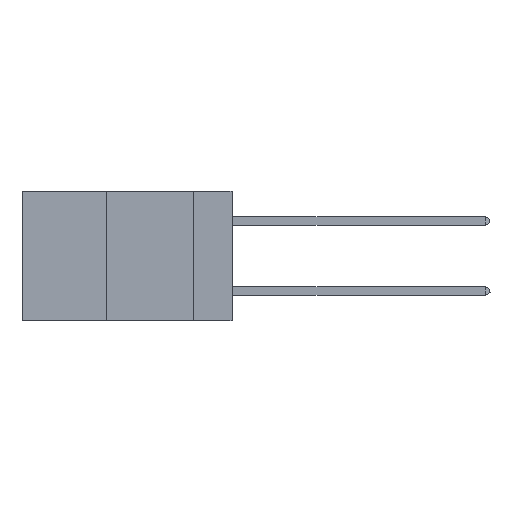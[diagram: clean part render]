
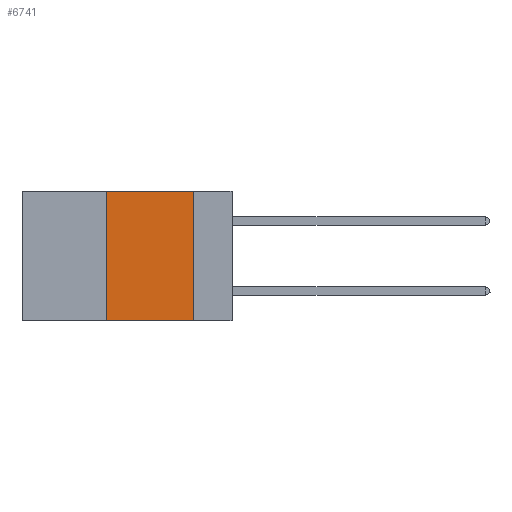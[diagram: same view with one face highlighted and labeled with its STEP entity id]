
A CAD part, left-side view. The second image highlights one B-rep face of the part: STEP entity #6741.
In plain terms, the highlighted planar face has unit normal (-1, 0, 0).
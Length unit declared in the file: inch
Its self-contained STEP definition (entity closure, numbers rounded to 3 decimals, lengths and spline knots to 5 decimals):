
#3029 = CARTESIAN_POINT ( 'NONE',  ( 0., 0.11, -0.37 ) ) ;
#4831 = CARTESIAN_POINT ( 'NONE',  ( 0., 0.36, 0. ) ) ;
#4891 = CARTESIAN_POINT ( 'NONE',  ( 0., 0.11, 0. ) ) ;
#6741 = ADVANCED_FACE ( 'NONE', ( #9540 ), #24175, .F. ) ;
#8421 = VERTEX_POINT ( 'NONE', #24935 ) ;
#9347 = VERTEX_POINT ( 'NONE', #3029 ) ;
#9540 = FACE_OUTER_BOUND ( 'NONE', #29043, .T. ) ;
#10115 = EDGE_CURVE ( 'NONE', #33318, #8421, #37207, .T. ) ;
#11744 = ORIENTED_EDGE ( 'NONE', *, *, #21589, .T. ) ;
#12213 = LINE ( 'NONE', #26588, #15397 ) ;
#13616 = DIRECTION ( 'NONE',  ( 0., 0., -1. ) ) ;
#14480 = CARTESIAN_POINT ( 'NONE',  ( 0., 0.6, 0. ) ) ;
#15397 = VECTOR ( 'NONE', #35741, 39.37008 ) ;
#16437 = CARTESIAN_POINT ( 'NONE',  ( 0., 0.36, -0.37 ) ) ;
#19446 = VERTEX_POINT ( 'NONE', #16437 ) ;
#21589 = EDGE_CURVE ( 'NONE', #19446, #9347, #12213, .T. ) ;
#21940 = ORIENTED_EDGE ( 'NONE', *, *, #26568, .F. ) ;
#23846 = AXIS2_PLACEMENT_3D ( 'NONE', #36849, #33637, #13616 ) ;
#23904 = LINE ( 'NONE', #4891, #37562 ) ;
#24175 = PLANE ( 'NONE',  #23846 ) ;
#24536 = LINE ( 'NONE', #4831, #27280 ) ;
#24935 = CARTESIAN_POINT ( 'NONE',  ( 0., 0.11, 0. ) ) ;
#25259 = DIRECTION ( 'NONE',  ( 0., 0., 1. ) ) ;
#26002 = ORIENTED_EDGE ( 'NONE', *, *, #10115, .F. ) ;
#26568 = EDGE_CURVE ( 'NONE', #19446, #33318, #24536, .T. ) ;
#26588 = CARTESIAN_POINT ( 'NONE',  ( 0., 0.6, -0.37 ) ) ;
#27280 = VECTOR ( 'NONE', #25259, 39.37008 ) ;
#29043 = EDGE_LOOP ( 'NONE', ( #36283, #26002, #21940, #11744 ) ) ;
#29387 = DIRECTION ( 'NONE',  ( 0., -1., 0. ) ) ;
#29422 = EDGE_CURVE ( 'NONE', #8421, #9347, #23904, .T. ) ;
#31126 = DIRECTION ( 'NONE',  ( 0., 0., -1. ) ) ;
#33318 = VERTEX_POINT ( 'NONE', #35658 ) ;
#33637 = DIRECTION ( 'NONE',  ( 1., 0., 0. ) ) ;
#34505 = VECTOR ( 'NONE', #29387, 39.37008 ) ;
#35658 = CARTESIAN_POINT ( 'NONE',  ( 0., 0.36, 0. ) ) ;
#35741 = DIRECTION ( 'NONE',  ( 0., -1., 0. ) ) ;
#36283 = ORIENTED_EDGE ( 'NONE', *, *, #29422, .F. ) ;
#36849 = CARTESIAN_POINT ( 'NONE',  ( 0., 0.6, 0. ) ) ;
#37207 = LINE ( 'NONE', #14480, #34505 ) ;
#37562 = VECTOR ( 'NONE', #31126, 39.37008 ) ;
